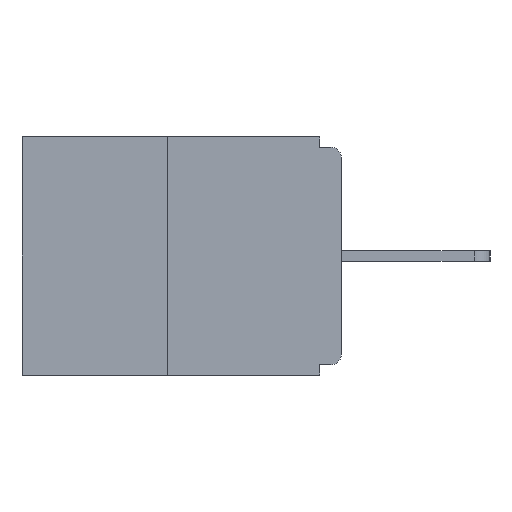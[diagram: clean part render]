
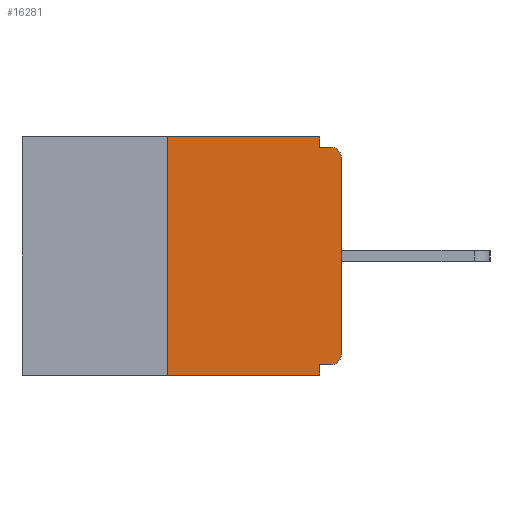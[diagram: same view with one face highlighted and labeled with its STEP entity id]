
A CAD part, left-side view. The second image highlights one B-rep face of the part: STEP entity #16281.
In plain terms, the highlighted planar face has unit normal (-1, 0, 0).
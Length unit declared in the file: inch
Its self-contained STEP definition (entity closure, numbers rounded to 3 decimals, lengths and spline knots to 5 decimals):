
#141 = VERTEX_POINT ( 'NONE', #8257 ) ;
#696 = VERTEX_POINT ( 'NONE', #11093 ) ;
#907 = LINE ( 'NONE', #3175, #11081 ) ;
#1035 = ORIENTED_EDGE ( 'NONE', *, *, #5969, .F. ) ;
#1652 = AXIS2_PLACEMENT_3D ( 'NONE', #5095, #1670, #6358 ) ;
#1670 = DIRECTION ( 'NONE',  ( -1., 0., 0. ) ) ;
#2382 = VECTOR ( 'NONE', #8879, 39.37008 ) ;
#2469 = ORIENTED_EDGE ( 'NONE', *, *, #8457, .T. ) ;
#2490 = CARTESIAN_POINT ( 'NONE',  ( 0., 0., -0.03 ) ) ;
#2504 = AXIS2_PLACEMENT_3D ( 'NONE', #14507, #14452, #14429 ) ;
#2529 = EDGE_CURVE ( 'NONE', #141, #8764, #17501, .T. ) ;
#2814 = CARTESIAN_POINT ( 'NONE',  ( 0., 0.031, -0.015 ) ) ;
#3071 = CARTESIAN_POINT ( 'NONE',  ( 0., 0.015, -0.015 ) ) ;
#3175 = CARTESIAN_POINT ( 'NONE',  ( 0., 0.25, 0. ) ) ;
#3211 = DIRECTION ( 'NONE',  ( 0., 0., 1. ) ) ;
#3509 = FACE_OUTER_BOUND ( 'NONE', #13031, .T. ) ;
#3831 = VECTOR ( 'NONE', #17190, 39.37008 ) ;
#4199 = EDGE_CURVE ( 'NONE', #13504, #11037, #17135, .T. ) ;
#4558 = PLANE ( 'NONE',  #5662 ) ;
#5004 = VERTEX_POINT ( 'NONE', #2814 ) ;
#5084 = EDGE_CURVE ( 'NONE', #6132, #8779, #17098, .T. ) ;
#5095 = CARTESIAN_POINT ( 'NONE',  ( 0., 0.015, -0.03 ) ) ;
#5134 = ORIENTED_EDGE ( 'NONE', *, *, #16735, .F. ) ;
#5414 = LINE ( 'NONE', #7389, #9092 ) ;
#5443 = EDGE_CURVE ( 'NONE', #6132, #9655, #7480, .T. ) ;
#5662 = AXIS2_PLACEMENT_3D ( 'NONE', #14102, #5923, #15502 ) ;
#5738 = VECTOR ( 'NONE', #9570, 39.37008 ) ;
#5923 = DIRECTION ( 'NONE',  ( 1., 0., 0. ) ) ;
#5969 = EDGE_CURVE ( 'NONE', #5004, #11037, #9819, .T. ) ;
#6060 = LINE ( 'NONE', #10265, #2382 ) ;
#6070 = ORIENTED_EDGE ( 'NONE', *, *, #13771, .F. ) ;
#6132 = VERTEX_POINT ( 'NONE', #7312 ) ;
#6332 = EDGE_CURVE ( 'NONE', #141, #696, #907, .T. ) ;
#6358 = DIRECTION ( 'NONE',  ( 0., 0., -1. ) ) ;
#6486 = ORIENTED_EDGE ( 'NONE', *, *, #5443, .F. ) ;
#7037 = DIRECTION ( 'NONE',  ( 0., 0., -1. ) ) ;
#7312 = CARTESIAN_POINT ( 'NONE',  ( 0., 0.015, -0.328 ) ) ;
#7389 = CARTESIAN_POINT ( 'NONE',  ( 0., 0., 0. ) ) ;
#7417 = ORIENTED_EDGE ( 'NONE', *, *, #6332, .F. ) ;
#7480 = LINE ( 'NONE', #17367, #3831 ) ;
#7904 = CARTESIAN_POINT ( 'NONE',  ( 0., 0.031, 0. ) ) ;
#8070 = DIRECTION ( 'NONE',  ( 0., -1., 0. ) ) ;
#8083 = CARTESIAN_POINT ( 'NONE',  ( 0., 0.46, -0.343 ) ) ;
#8257 = CARTESIAN_POINT ( 'NONE',  ( 0., 0.25, -0.343 ) ) ;
#8457 = EDGE_CURVE ( 'NONE', #8779, #13504, #5414, .T. ) ;
#8764 = VERTEX_POINT ( 'NONE', #17562 ) ;
#8779 = VERTEX_POINT ( 'NONE', #13489 ) ;
#8879 = DIRECTION ( 'NONE',  ( 0., 0., -1. ) ) ;
#8969 = ORIENTED_EDGE ( 'NONE', *, *, #5084, .T. ) ;
#9092 = VECTOR ( 'NONE', #15575, 39.37008 ) ;
#9563 = ORIENTED_EDGE ( 'NONE', *, *, #2529, .T. ) ;
#9570 = DIRECTION ( 'NONE',  ( 0., -1., 0. ) ) ;
#9655 = VERTEX_POINT ( 'NONE', #12175 ) ;
#9701 = CARTESIAN_POINT ( 'NONE',  ( 0., 0., -0.015 ) ) ;
#9819 = LINE ( 'NONE', #9701, #5738 ) ;
#10265 = CARTESIAN_POINT ( 'NONE',  ( 0., 0.031, -0.343 ) ) ;
#10481 = LINE ( 'NONE', #15233, #10898 ) ;
#10709 = VECTOR ( 'NONE', #8070, 39.37008 ) ;
#10898 = VECTOR ( 'NONE', #7037, 39.37008 ) ;
#10959 = EDGE_CURVE ( 'NONE', #12176, #5004, #10481, .T. ) ;
#11037 = VERTEX_POINT ( 'NONE', #3071 ) ;
#11081 = VECTOR ( 'NONE', #3211, 39.37008 ) ;
#11093 = CARTESIAN_POINT ( 'NONE',  ( 0., 0.25, 0. ) ) ;
#12175 = CARTESIAN_POINT ( 'NONE',  ( 0., 0.031, -0.328 ) ) ;
#12176 = VERTEX_POINT ( 'NONE', #7904 ) ;
#12323 = CARTESIAN_POINT ( 'NONE',  ( 0., 0.46, 0. ) ) ;
#12569 = ORIENTED_EDGE ( 'NONE', *, *, #4199, .T. ) ;
#13031 = EDGE_LOOP ( 'NONE', ( #5134, #7417, #9563, #6070, #6486, #8969, #2469, #12569, #1035, #17068 ) ) ;
#13110 = VECTOR ( 'NONE', #16435, 39.37008 ) ;
#13489 = CARTESIAN_POINT ( 'NONE',  ( 0., 0., -0.313 ) ) ;
#13504 = VERTEX_POINT ( 'NONE', #2490 ) ;
#13771 = EDGE_CURVE ( 'NONE', #9655, #8764, #6060, .T. ) ;
#14102 = CARTESIAN_POINT ( 'NONE',  ( 0., 0.46, 0. ) ) ;
#14429 = DIRECTION ( 'NONE',  ( 0., 0., -1. ) ) ;
#14452 = DIRECTION ( 'NONE',  ( -1., 0., 0. ) ) ;
#14507 = CARTESIAN_POINT ( 'NONE',  ( 0., 0.015, -0.313 ) ) ;
#15233 = CARTESIAN_POINT ( 'NONE',  ( 0., 0.031, 0. ) ) ;
#15502 = DIRECTION ( 'NONE',  ( 0., 0., -1. ) ) ;
#15575 = DIRECTION ( 'NONE',  ( 0., 0., 1. ) ) ;
#16281 = ADVANCED_FACE ( 'NONE', ( #3509 ), #4558, .F. ) ;
#16435 = DIRECTION ( 'NONE',  ( 0., -1., 0. ) ) ;
#16735 = EDGE_CURVE ( 'NONE', #696, #12176, #16755, .T. ) ;
#16755 = LINE ( 'NONE', #12323, #13110 ) ;
#17068 = ORIENTED_EDGE ( 'NONE', *, *, #10959, .F. ) ;
#17098 = CIRCLE ( 'NONE', #2504, 0.015 ) ;
#17135 = CIRCLE ( 'NONE', #1652, 0.015 ) ;
#17190 = DIRECTION ( 'NONE',  ( 0., 1., 0. ) ) ;
#17367 = CARTESIAN_POINT ( 'NONE',  ( 0., 0., -0.328 ) ) ;
#17501 = LINE ( 'NONE', #8083, #10709 ) ;
#17562 = CARTESIAN_POINT ( 'NONE',  ( 0., 0.031, -0.343 ) ) ;
